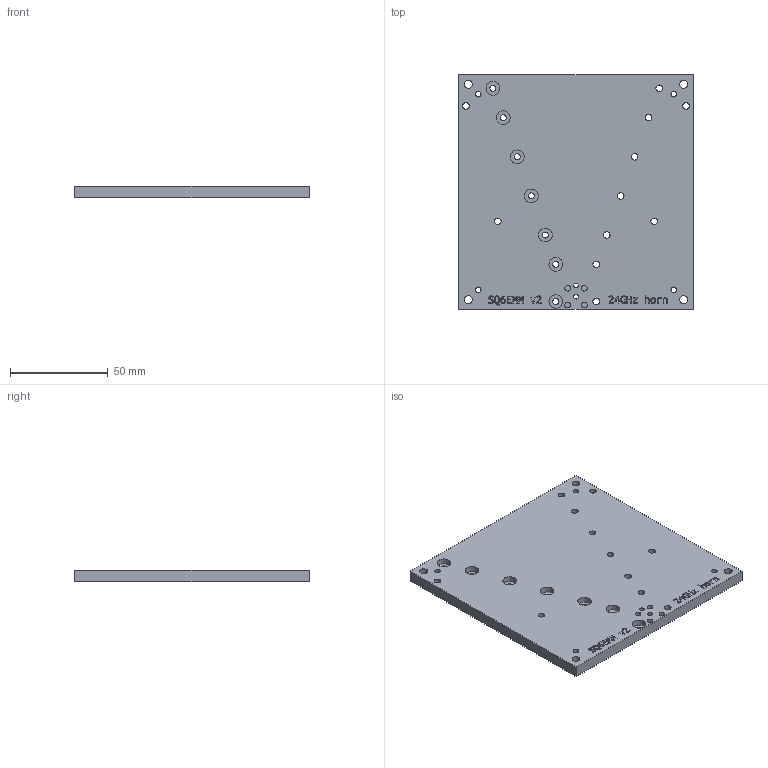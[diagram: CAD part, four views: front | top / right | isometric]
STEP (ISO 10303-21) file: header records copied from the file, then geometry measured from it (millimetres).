
FILE_DESCRIPTION(('FreeCAD Model'),'2;1');
FILE_NAME('Open CASCADE Shape Model','2024-08-23T12:47:05',('Author'),( ''),'Open CASCADE STEP processor 7.6','FreeCAD','Unknown');
FILE_SCHEMA(('AUTOMOTIVE_DESIGN { 1 0 10303 214 1 1 1 1 }'));
Length unit declared in the file: millimetre
Products named in the file (1): Body
Bounding box: 120 x 120 x 6 mm (x, y, z)
Volume: 69236.6 mm3; surface area: 33684.7 mm2
Topology: 1 solids, 1 shells, 84 faces, 523 edges, 473 vertices
Faces by surface type: plane 42, cylinder 39, bspline 3
Full cylindrical faces by diameter (mm): 2.4 x2, 2.9 x8, 3.07 x7, 3.4 x11, 4.1 x4, 7 x7
Entity records: 5557 total; most frequent: CARTESIAN_POINT 1656, ORIENTED_EDGE 1046, EDGE_CURVE 523, DIRECTION 479, VERTEX_POINT 473, B_SPLINE_CURVE_WITH_KNOTS 286, FACE_BOUND 172, EDGE_LOOP 172
